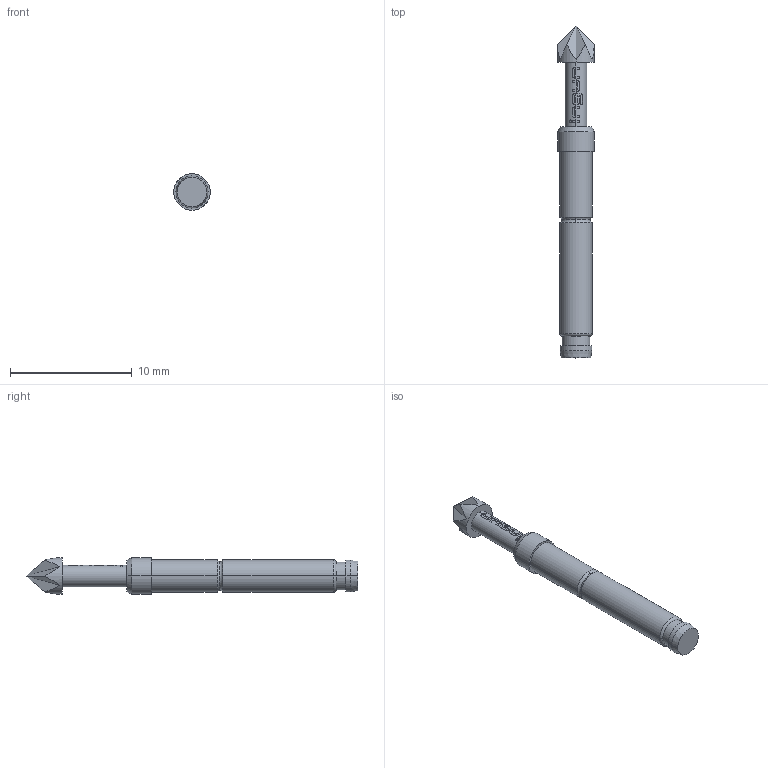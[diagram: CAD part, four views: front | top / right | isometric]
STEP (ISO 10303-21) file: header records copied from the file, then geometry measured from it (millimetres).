
FILE_DESCRIPTION (( 'STEP AP203' ), '1' );
FILE_NAME ('INGUN_GKS-113_217_300_A_xx02.STEP', '2020-09-07T15:18:51', ( '' ), ( '' ), 'SwSTEP 2.0', 'SolidWorks 2018', '' );
FILE_SCHEMA (( 'CONFIG_CONTROL_DESIGN' ));
Length unit declared in the file: millimetre
Products named in the file (1): INGUN_GKS-113_217_300_A_xx02
Bounding box: 3 x 27.3 x 3 mm (x, y, z)
Volume: 130 mm3; surface area: 230.5 mm2
Topology: 1 solids, 1 shells, 122 faces, 324 edges, 209 vertices
Faces by surface type: bspline 43, plane 36, cylinder 33, torus 6, cone 4
Entity records: 5072 total; most frequent: CARTESIAN_POINT 2538, ORIENTED_EDGE 648, EDGE_CURVE 324, DIRECTION 292, B_SPLINE_CURVE_WITH_KNOTS 222, VERTEX_POINT 209, EDGE_LOOP 127, ADVANCED_FACE 122
